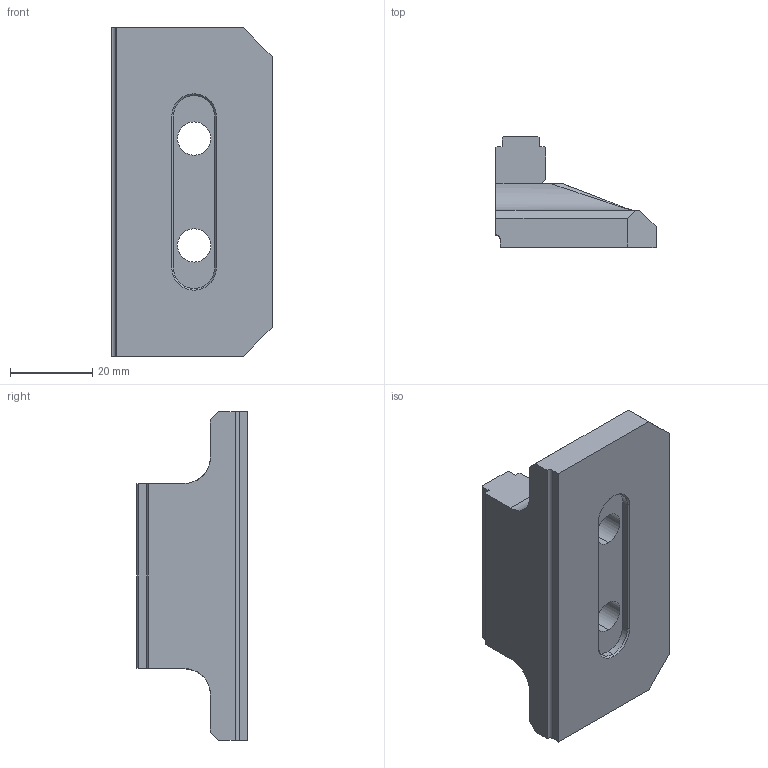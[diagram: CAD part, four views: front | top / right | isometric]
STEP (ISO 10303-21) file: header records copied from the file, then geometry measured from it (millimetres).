
FILE_DESCRIPTION (( 'STEP AP214' ), '1' );
FILE_NAME ('P45Z NEW.STEP', '2022-07-04T19:48:35', ( '' ), ( '' ), 'SwSTEP 2.0', 'SolidWorks 2013', '' );
FILE_SCHEMA (( 'AUTOMOTIVE_DESIGN' ));
Length unit declared in the file: millimetre
Products named in the file (1): P45Z NEW
Bounding box: 39 x 27 x 80 mm (x, y, z)
Volume: 36806.9 mm3; surface area: 10471.9 mm2
Topology: 1 solids, 1 shells, 78 faces, 204 edges, 127 vertices
Faces by surface type: plane 40, cylinder 21, bspline 8, torus 6, cone 3
Entity records: 3141 total; most frequent: CARTESIAN_POINT 704, ORIENTED_EDGE 404, DIRECTION 355, EDGE_CURVE 202, VERTEX_POINT 127, VECTOR 123, LINE 123, AXIS2_PLACEMENT_3D 116
